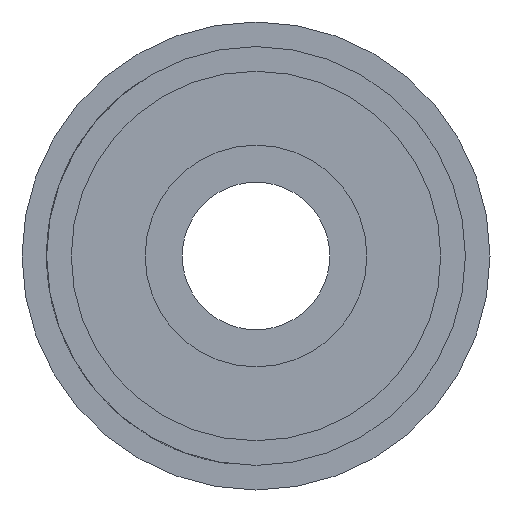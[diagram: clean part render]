
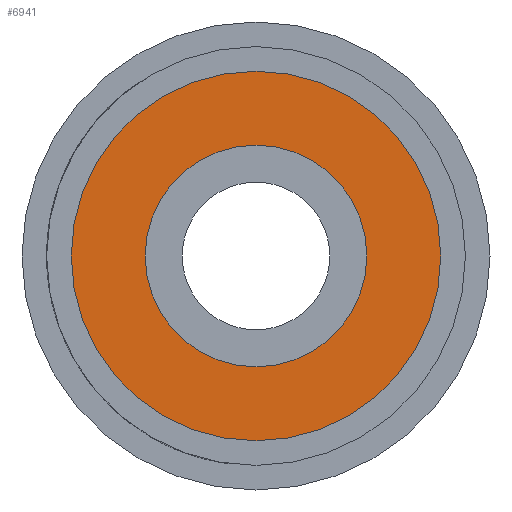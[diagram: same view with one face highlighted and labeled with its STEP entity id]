
A CAD part, left-side view. The second image highlights one B-rep face of the part: STEP entity #6941.
In plain terms, the highlighted planar face has unit normal (-1, 0, 0).
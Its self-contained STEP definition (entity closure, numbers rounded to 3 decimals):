
#109 = ORIENTED_EDGE ( 'NONE', *, *, #410, .T. ) ;
#410 = EDGE_CURVE ( 'NONE', #3627, #7544, #4153, .T. ) ;
#573 = EDGE_CURVE ( 'NONE', #603, #5539, #4594, .T. ) ;
#603 = VERTEX_POINT ( 'NONE', #4864 ) ;
#709 = DIRECTION ( 'NONE',  ( 0., 0., 1. ) ) ;
#979 = DIRECTION ( 'NONE',  ( -1., 0., 0. ) ) ;
#982 = AXIS2_PLACEMENT_3D ( 'NONE', #1433, #2165, #7013 ) ;
#1014 = CARTESIAN_POINT ( 'NONE',  ( 0., 0., 7.5 ) ) ;
#1384 = FACE_OUTER_BOUND ( 'NONE', #3246, .T. ) ;
#1406 = CIRCLE ( 'NONE', #2433, 7.5 ) ;
#1433 = CARTESIAN_POINT ( 'NONE',  ( 0., 0., 0. ) ) ;
#1999 = CIRCLE ( 'NONE', #3583, 4.5 ) ;
#2118 = CARTESIAN_POINT ( 'NONE',  ( 0., 0., 0. ) ) ;
#2128 = EDGE_CURVE ( 'NONE', #7544, #3627, #1406, .T. ) ;
#2165 = DIRECTION ( 'NONE',  ( 1., 0., 0. ) ) ;
#2402 = CARTESIAN_POINT ( 'NONE',  ( 0., 0., 0. ) ) ;
#2433 = AXIS2_PLACEMENT_3D ( 'NONE', #2118, #4881, #709 ) ;
#2501 = DIRECTION ( 'NONE',  ( -1., 0., 0. ) ) ;
#3065 = CARTESIAN_POINT ( 'NONE',  ( 0., 0., 0. ) ) ;
#3074 = EDGE_CURVE ( 'NONE', #5539, #603, #1999, .T. ) ;
#3178 = DIRECTION ( 'NONE',  ( 0., 0., 1. ) ) ;
#3246 = EDGE_LOOP ( 'NONE', ( #109, #5263 ) ) ;
#3386 = FACE_BOUND ( 'NONE', #4040, .T. ) ;
#3559 = DIRECTION ( 'NONE',  ( -1., 0., 0. ) ) ;
#3583 = AXIS2_PLACEMENT_3D ( 'NONE', #2402, #2501, #3178 ) ;
#3614 = CARTESIAN_POINT ( 'NONE',  ( 0., 0., 4.5 ) ) ;
#3627 = VERTEX_POINT ( 'NONE', #1014 ) ;
#4040 = EDGE_LOOP ( 'NONE', ( #6782, #7656 ) ) ;
#4153 = CIRCLE ( 'NONE', #5894, 7.5 ) ;
#4594 = CIRCLE ( 'NONE', #4734, 4.5 ) ;
#4734 = AXIS2_PLACEMENT_3D ( 'NONE', #3065, #979, #8642 ) ;
#4834 = PLANE ( 'NONE',  #982 ) ;
#4864 = CARTESIAN_POINT ( 'NONE',  ( 0., 0., -4.5 ) ) ;
#4881 = DIRECTION ( 'NONE',  ( -1., 0., 0. ) ) ;
#5263 = ORIENTED_EDGE ( 'NONE', *, *, #2128, .T. ) ;
#5539 = VERTEX_POINT ( 'NONE', #3614 ) ;
#5598 = DIRECTION ( 'NONE',  ( 0., 0., 1. ) ) ;
#5756 = CARTESIAN_POINT ( 'NONE',  ( 0., 0., -7.5 ) ) ;
#5894 = AXIS2_PLACEMENT_3D ( 'NONE', #8416, #3559, #5598 ) ;
#6782 = ORIENTED_EDGE ( 'NONE', *, *, #3074, .F. ) ;
#6941 = ADVANCED_FACE ( 'NONE', ( #3386, #1384 ), #4834, .F. ) ;
#7013 = DIRECTION ( 'NONE',  ( 0., 0., -1. ) ) ;
#7544 = VERTEX_POINT ( 'NONE', #5756 ) ;
#7656 = ORIENTED_EDGE ( 'NONE', *, *, #573, .F. ) ;
#8416 = CARTESIAN_POINT ( 'NONE',  ( 0., 0., 0. ) ) ;
#8642 = DIRECTION ( 'NONE',  ( 0., 0., 1. ) ) ;
